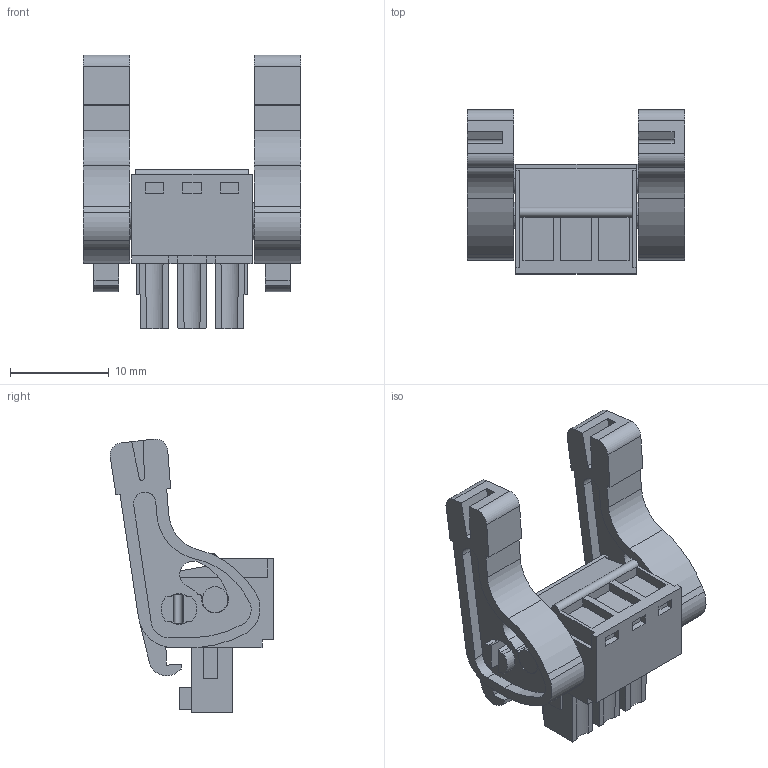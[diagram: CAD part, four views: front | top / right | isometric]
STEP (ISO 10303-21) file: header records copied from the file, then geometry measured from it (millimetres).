
FILE_DESCRIPTION(('CATIA V5 STEP','CAx-IF Rec.Pracs.--- Model Styling and Organization---1.2---2011-12-15'),'2;1');
FILE_NAME ('D1462214_0_2442480000_2442480000.stp','2017-07-31T14:58:49+00:00',('none'),('Weidmueller'),'CATIA Version 5-6 Release 2014','CATIA V5 STEP AP214','none');
FILE_SCHEMA(('AUTOMOTIVE_DESIGN { 1 0 10303 214 1 1 1 1 }'));
Length unit declared in the file: millimetre
Products named in the file (1): 2442480000
Bounding box: 22.02 x 16.55 x 27.68 mm (x, y, z)
Volume: 2393.6 mm3; surface area: 2997 mm2
Topology: 6 solids, 6 shells, 338 faces, 905 edges, 595 vertices
Faces by surface type: plane 227, cylinder 111
Entity records: 10426 total; most frequent: CARTESIAN_POINT 1925, ORIENTED_EDGE 1796, DIRECTION 1434, EDGE_CURVE 898, VECTOR 636, LINE 636, VERTEX_POINT 593, AXIS2_PLACEMENT_3D 515
